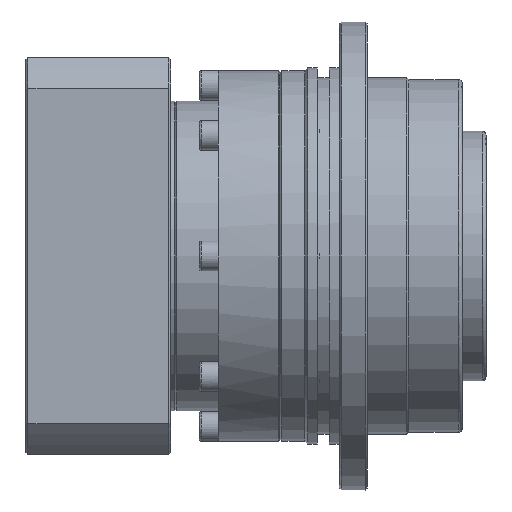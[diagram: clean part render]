
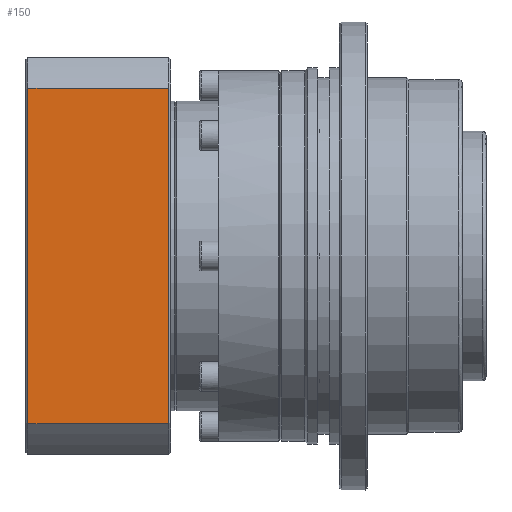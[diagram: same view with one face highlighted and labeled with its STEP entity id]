
A CAD part, front view. The second image highlights one B-rep face of the part: STEP entity #150.
In plain terms, the highlighted planar face has unit normal (0, -1, 0).
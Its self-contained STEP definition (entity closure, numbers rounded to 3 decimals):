
#150 = ADVANCED_FACE ( 'NONE', ( #14252 ), #11407, .T. ) ;
#463 = EDGE_LOOP ( 'NONE', ( #10616, #6468, #7460, #21149 ) ) ;
#551 = CARTESIAN_POINT ( 'NONE',  ( -50., -50., 39.5 ) ) ;
#2330 = VECTOR ( 'NONE', #21890, 1000. ) ;
#3496 = LINE ( 'NONE', #11458, #12573 ) ;
#4554 = CARTESIAN_POINT ( 'NONE',  ( -42.236, -50., 0. ) ) ;
#5927 = DIRECTION ( 'NONE',  ( -1., 0., 0. ) ) ;
#5968 = EDGE_CURVE ( 'NONE', #9968, #9795, #8807, .T. ) ;
#6468 = ORIENTED_EDGE ( 'NONE', *, *, #10814, .T. ) ;
#7212 = LINE ( 'NONE', #4554, #20852 ) ;
#7460 = ORIENTED_EDGE ( 'NONE', *, *, #18954, .F. ) ;
#8807 = LINE ( 'NONE', #12255, #22396 ) ;
#9795 = VERTEX_POINT ( 'NONE', #11907 ) ;
#9968 = VERTEX_POINT ( 'NONE', #16017 ) ;
#10616 = ORIENTED_EDGE ( 'NONE', *, *, #23131, .T. ) ;
#10814 = EDGE_CURVE ( 'NONE', #22532, #18668, #7212, .T. ) ;
#10931 = DIRECTION ( 'NONE',  ( 1., 0., 0. ) ) ;
#10952 = DIRECTION ( 'NONE',  ( 0., -1., 0. ) ) ;
#10982 = CARTESIAN_POINT ( 'NONE',  ( -50., -50., 0. ) ) ;
#11407 = PLANE ( 'NONE',  #18938 ) ;
#11458 = CARTESIAN_POINT ( 'NONE',  ( -25., -50., 4. ) ) ;
#11742 = CARTESIAN_POINT ( 'NONE',  ( -42.236, -50., 39.5 ) ) ;
#11907 = CARTESIAN_POINT ( 'NONE',  ( 42.236, -50., 39.5 ) ) ;
#12171 = DIRECTION ( 'NONE',  ( 0., 0., 1. ) ) ;
#12255 = CARTESIAN_POINT ( 'NONE',  ( 42.236, -50., 0. ) ) ;
#12573 = VECTOR ( 'NONE', #5927, 1000. ) ;
#13743 = CARTESIAN_POINT ( 'NONE',  ( -42.236, -50., 4. ) ) ;
#14252 = FACE_OUTER_BOUND ( 'NONE', #463, .T. ) ;
#16017 = CARTESIAN_POINT ( 'NONE',  ( 42.236, -50., 4. ) ) ;
#18668 = VERTEX_POINT ( 'NONE', #13743 ) ;
#18938 = AXIS2_PLACEMENT_3D ( 'NONE', #10982, #10952, #10931 ) ;
#18954 = EDGE_CURVE ( 'NONE', #9968, #18668, #3496, .T. ) ;
#20852 = VECTOR ( 'NONE', #22389, 1000. ) ;
#21149 = ORIENTED_EDGE ( 'NONE', *, *, #5968, .T. ) ;
#21223 = LINE ( 'NONE', #551, #2330 ) ;
#21890 = DIRECTION ( 'NONE',  ( -1., 0., 0. ) ) ;
#22389 = DIRECTION ( 'NONE',  ( 0., 0., -1. ) ) ;
#22396 = VECTOR ( 'NONE', #12171, 1000. ) ;
#22532 = VERTEX_POINT ( 'NONE', #11742 ) ;
#23131 = EDGE_CURVE ( 'NONE', #9795, #22532, #21223, .T. ) ;
